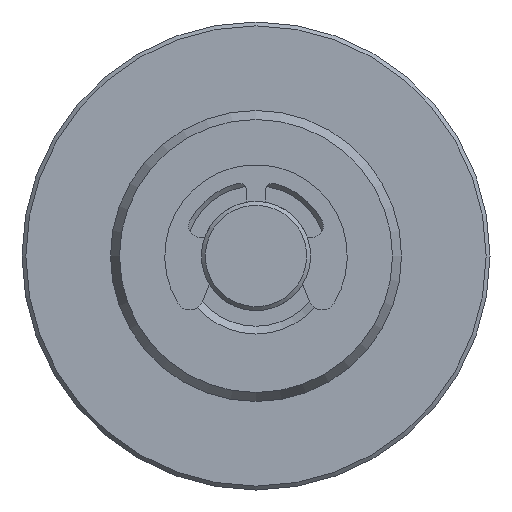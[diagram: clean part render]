
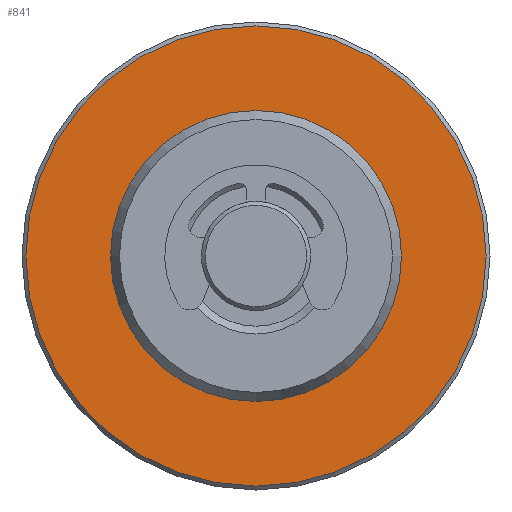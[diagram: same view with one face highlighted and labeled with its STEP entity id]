
A CAD part, left-side view. The second image highlights one B-rep face of the part: STEP entity #841.
In plain terms, the highlighted planar face has unit normal (-1, 0, 0).
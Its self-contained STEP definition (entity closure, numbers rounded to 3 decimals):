
#48=FACE_BOUND('',#157,.T.);
#58=PLANE('',#1017);
#104=FACE_OUTER_BOUND('',#156,.T.);
#156=EDGE_LOOP('',(#606));
#157=EDGE_LOOP('',(#607,#608));
#317=CIRCLE('',#1016,29.5);
#318=CIRCLE('',#1018,18.655);
#319=CIRCLE('',#1019,18.655);
#389=VERTEX_POINT('',#1473);
#390=VERTEX_POINT('',#1477);
#391=VERTEX_POINT('',#1478);
#476=EDGE_CURVE('',#389,#389,#317,.T.);
#477=EDGE_CURVE('',#390,#391,#318,.T.);
#478=EDGE_CURVE('',#391,#390,#319,.T.);
#606=ORIENTED_EDGE('',*,*,#476,.F.);
#607=ORIENTED_EDGE('',*,*,#477,.T.);
#608=ORIENTED_EDGE('',*,*,#478,.T.);
#841=ADVANCED_FACE('',(#104,#48),#58,.T.);
#1016=AXIS2_PLACEMENT_3D('',#1475,#1165,#1166);
#1017=AXIS2_PLACEMENT_3D('',#1476,#1167,#1168);
#1018=AXIS2_PLACEMENT_3D('',#1479,#1169,#1170);
#1019=AXIS2_PLACEMENT_3D('',#1480,#1171,#1172);
#1165=DIRECTION('center_axis',(1.,0.,0.));
#1166=DIRECTION('ref_axis',(0.,-1.,0.));
#1167=DIRECTION('center_axis',(-1.,0.,0.));
#1168=DIRECTION('ref_axis',(0.,0.,1.));
#1169=DIRECTION('center_axis',(1.,0.,0.));
#1170=DIRECTION('ref_axis',(0.,1.,0.));
#1171=DIRECTION('center_axis',(1.,0.,0.));
#1172=DIRECTION('ref_axis',(0.,1.,0.));
#1473=CARTESIAN_POINT('',(-5.,29.5,0.));
#1475=CARTESIAN_POINT('Origin',(-5.,0.,
0.));
#1476=CARTESIAN_POINT('Origin',(-5.,24.327,0.));
#1477=CARTESIAN_POINT('',(-5.,18.655,0.));
#1478=CARTESIAN_POINT('',(-5.,-18.655,0.));
#1479=CARTESIAN_POINT('Origin',(-5.,0.,0.));
#1480=CARTESIAN_POINT('Origin',(-5.,0.,0.));
